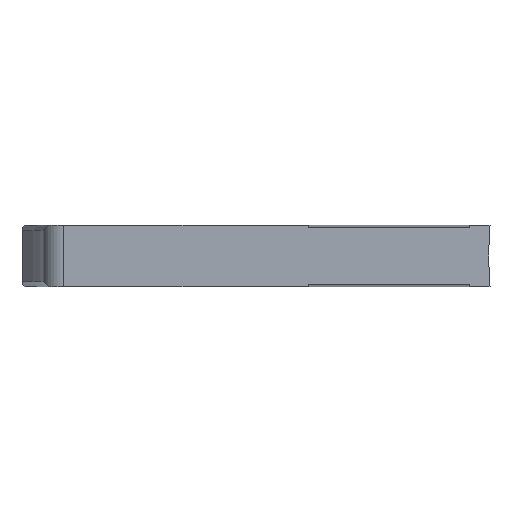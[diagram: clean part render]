
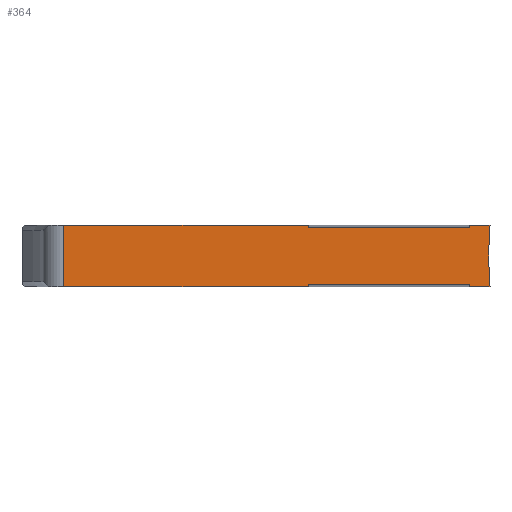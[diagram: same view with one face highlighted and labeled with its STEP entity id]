
A CAD part, front view. The second image highlights one B-rep face of the part: STEP entity #364.
In plain terms, the highlighted planar face has unit normal (0, -1, 0).
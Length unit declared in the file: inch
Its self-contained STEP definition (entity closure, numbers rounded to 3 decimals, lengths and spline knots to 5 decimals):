
#8 = VECTOR ( 'NONE', #33, 39.37008 ) ;
#25 = DIRECTION ( 'NONE',  ( 0., -1., 0. ) ) ;
#30 = LINE ( 'NONE', #1117, #968 ) ;
#33 = DIRECTION ( 'NONE',  ( 0., 0., -1. ) ) ;
#43 = LINE ( 'NONE', #705, #646 ) ;
#52 = VECTOR ( 'NONE', #1203, 39.37008 ) ;
#57 = VECTOR ( 'NONE', #732, 39.37008 ) ;
#59 = AXIS2_PLACEMENT_3D ( 'NONE', #511, #1345, #1250 ) ;
#62 = CARTESIAN_POINT ( 'NONE',  ( 5.74803, 0., -0.01575 ) ) ;
#63 = ORIENTED_EDGE ( 'NONE', *, *, #1088, .T. ) ;
#67 = ORIENTED_EDGE ( 'NONE', *, *, #928, .T. ) ;
#83 = EDGE_CURVE ( 'NONE', #1155, #487, #645, .T. ) ;
#122 = DIRECTION ( 'NONE',  ( 0., 0., -1. ) ) ;
#134 = EDGE_CURVE ( 'NONE', #631, #487, #582, .T. ) ;
#145 = CARTESIAN_POINT ( 'NONE',  ( 6.85433, 0., 0. ) ) ;
#150 = CARTESIAN_POINT ( 'NONE',  ( 5.74803, 0., -0.35875 ) ) ;
#176 = LINE ( 'NONE', #817, #808 ) ;
#187 = DIRECTION ( 'NONE',  ( 1., 0., 0. ) ) ;
#200 = ORIENTED_EDGE ( 'NONE', *, *, #998, .T. ) ;
#207 = DIRECTION ( 'NONE',  ( 0., -1., 0. ) ) ;
#233 = DIRECTION ( 'NONE',  ( 1., 0., 0. ) ) ;
#261 = EDGE_CURVE ( 'NONE', #1033, #539, #30, .T. ) ;
#274 = LINE ( 'NONE', #481, #52 ) ;
#283 = CARTESIAN_POINT ( 'NONE',  ( 4.13386, 0., 0. ) ) ;
#293 = CARTESIAN_POINT ( 'NONE',  ( 5.74803, 0., -0.3745 ) ) ;
#294 = VERTEX_POINT ( 'NONE', #896 ) ;
#313 = CARTESIAN_POINT ( 'NONE',  ( 6.73228, 0., -0.3745 ) ) ;
#352 = LINE ( 'NONE', #1329, #1153 ) ;
#364 = ADVANCED_FACE ( 'NONE', ( #588 ), #721, .T. ) ;
#387 = CARTESIAN_POINT ( 'NONE',  ( 6.85433, 0., -0.3745 ) ) ;
#406 = ORIENTED_EDGE ( 'NONE', *, *, #134, .F. ) ;
#417 = EDGE_CURVE ( 'NONE', #458, #294, #608, .T. ) ;
#421 = CARTESIAN_POINT ( 'NONE',  ( 5.74803, 0., -0.3745 ) ) ;
#426 = CARTESIAN_POINT ( 'NONE',  ( 6.73228, 0., 0. ) ) ;
#439 = AXIS2_PLACEMENT_3D ( 'NONE', #812, #25, #995 ) ;
#447 = ORIENTED_EDGE ( 'NONE', *, *, #83, .T. ) ;
#458 = VERTEX_POINT ( 'NONE', #1319 ) ;
#459 = DIRECTION ( 'NONE',  ( 1., 0., 0. ) ) ;
#467 = VECTOR ( 'NONE', #1239, 39.37008 ) ;
#475 = EDGE_CURVE ( 'NONE', #1033, #1155, #43, .T. ) ;
#481 = CARTESIAN_POINT ( 'NONE',  ( 6.73228, 0., -0.01575 ) ) ;
#487 = VERTEX_POINT ( 'NONE', #387 ) ;
#509 = VERTEX_POINT ( 'NONE', #62 ) ;
#511 = CARTESIAN_POINT ( 'NONE',  ( 4.13386, 0., -0.3745 ) ) ;
#539 = VERTEX_POINT ( 'NONE', #150 ) ;
#563 = LINE ( 'NONE', #1272, #1040 ) ;
#582 = CIRCLE ( 'NONE', #892, 2.5 ) ;
#588 = FACE_OUTER_BOUND ( 'NONE', #848, .T. ) ;
#608 = LINE ( 'NONE', #1140, #782 ) ;
#631 = VERTEX_POINT ( 'NONE', #834 ) ;
#632 = EDGE_CURVE ( 'NONE', #1282, #1325, #739, .T. ) ;
#634 = EDGE_CURVE ( 'NONE', #294, #509, #1253, .T. ) ;
#636 = VERTEX_POINT ( 'NONE', #1247 ) ;
#641 = CIRCLE ( 'NONE', #439, 2.5 ) ;
#645 = LINE ( 'NONE', #875, #1109 ) ;
#646 = VECTOR ( 'NONE', #1330, 39.37008 ) ;
#694 = VERTEX_POINT ( 'NONE', #421 ) ;
#705 = CARTESIAN_POINT ( 'NONE',  ( 6.73228, 0., -0.3745 ) ) ;
#721 = PLANE ( 'NONE',  #59 ) ;
#732 = DIRECTION ( 'NONE',  ( 0., 0., -1. ) ) ;
#739 = LINE ( 'NONE', #283, #467 ) ;
#753 = ORIENTED_EDGE ( 'NONE', *, *, #475, .T. ) ;
#762 = EDGE_CURVE ( 'NONE', #539, #694, #563, .T. ) ;
#770 = ORIENTED_EDGE ( 'NONE', *, *, #634, .F. ) ;
#782 = VECTOR ( 'NONE', #187, 39.37008 ) ;
#808 = VECTOR ( 'NONE', #1230, 39.37008 ) ;
#812 = CARTESIAN_POINT ( 'NONE',  ( 9.34731, 0., -0.18725 ) ) ;
#817 = CARTESIAN_POINT ( 'NONE',  ( 6.73228, 0., -0.3745 ) ) ;
#834 = CARTESIAN_POINT ( 'NONE',  ( 6.84731, 0., -0.18725 ) ) ;
#843 = CARTESIAN_POINT ( 'NONE',  ( 6.73228, 0., -0.35875 ) ) ;
#848 = EDGE_LOOP ( 'NONE', ( #1305, #67, #200, #1157, #1204, #753, #447, #406, #939, #1354, #63, #925, #770 ) ) ;
#875 = CARTESIAN_POINT ( 'NONE',  ( 4.13386, 0., -0.3745 ) ) ;
#891 = DIRECTION ( 'NONE',  ( 1., 0., 0. ) ) ;
#892 = AXIS2_PLACEMENT_3D ( 'NONE', #1180, #207, #459 ) ;
#896 = CARTESIAN_POINT ( 'NONE',  ( 5.74803, 0., 0. ) ) ;
#898 = LINE ( 'NONE', #1317, #8 ) ;
#920 = EDGE_CURVE ( 'NONE', #1325, #631, #641, .T. ) ;
#925 = ORIENTED_EDGE ( 'NONE', *, *, #945, .T. ) ;
#928 = EDGE_CURVE ( 'NONE', #458, #1320, #898, .T. ) ;
#939 = ORIENTED_EDGE ( 'NONE', *, *, #920, .F. ) ;
#945 = EDGE_CURVE ( 'NONE', #636, #509, #274, .T. ) ;
#968 = VECTOR ( 'NONE', #1221, 39.37008 ) ;
#995 = DIRECTION ( 'NONE',  ( 1., 0., 0. ) ) ;
#998 = EDGE_CURVE ( 'NONE', #1320, #694, #352, .T. ) ;
#1009 = CARTESIAN_POINT ( 'NONE',  ( 4.25702, 0., -0.3745 ) ) ;
#1033 = VERTEX_POINT ( 'NONE', #843 ) ;
#1040 = VECTOR ( 'NONE', #122, 39.37008 ) ;
#1088 = EDGE_CURVE ( 'NONE', #1282, #636, #176, .T. ) ;
#1109 = VECTOR ( 'NONE', #233, 39.37008 ) ;
#1117 = CARTESIAN_POINT ( 'NONE',  ( 6.73228, 0., -0.35875 ) ) ;
#1140 = CARTESIAN_POINT ( 'NONE',  ( 4.13386, 0., 0. ) ) ;
#1153 = VECTOR ( 'NONE', #891, 39.37008 ) ;
#1155 = VERTEX_POINT ( 'NONE', #313 ) ;
#1157 = ORIENTED_EDGE ( 'NONE', *, *, #762, .F. ) ;
#1180 = CARTESIAN_POINT ( 'NONE',  ( 9.34731, 0., -0.18725 ) ) ;
#1203 = DIRECTION ( 'NONE',  ( -1., 0., 0. ) ) ;
#1204 = ORIENTED_EDGE ( 'NONE', *, *, #261, .F. ) ;
#1221 = DIRECTION ( 'NONE',  ( -1., 0., 0. ) ) ;
#1230 = DIRECTION ( 'NONE',  ( 0., 0., -1. ) ) ;
#1239 = DIRECTION ( 'NONE',  ( 1., 0., 0. ) ) ;
#1247 = CARTESIAN_POINT ( 'NONE',  ( 6.73228, 0., -0.01575 ) ) ;
#1250 = DIRECTION ( 'NONE',  ( 0., 0., -1. ) ) ;
#1253 = LINE ( 'NONE', #293, #57 ) ;
#1272 = CARTESIAN_POINT ( 'NONE',  ( 5.74803, 0., -0.3745 ) ) ;
#1282 = VERTEX_POINT ( 'NONE', #426 ) ;
#1305 = ORIENTED_EDGE ( 'NONE', *, *, #417, .F. ) ;
#1317 = CARTESIAN_POINT ( 'NONE',  ( 4.25702, 0., -0.3435 ) ) ;
#1319 = CARTESIAN_POINT ( 'NONE',  ( 4.25702, 0., 0. ) ) ;
#1320 = VERTEX_POINT ( 'NONE', #1009 ) ;
#1325 = VERTEX_POINT ( 'NONE', #145 ) ;
#1329 = CARTESIAN_POINT ( 'NONE',  ( 4.13386, 0., -0.3745 ) ) ;
#1330 = DIRECTION ( 'NONE',  ( 0., 0., -1. ) ) ;
#1345 = DIRECTION ( 'NONE',  ( 0., -1., 0. ) ) ;
#1354 = ORIENTED_EDGE ( 'NONE', *, *, #632, .F. ) ;
